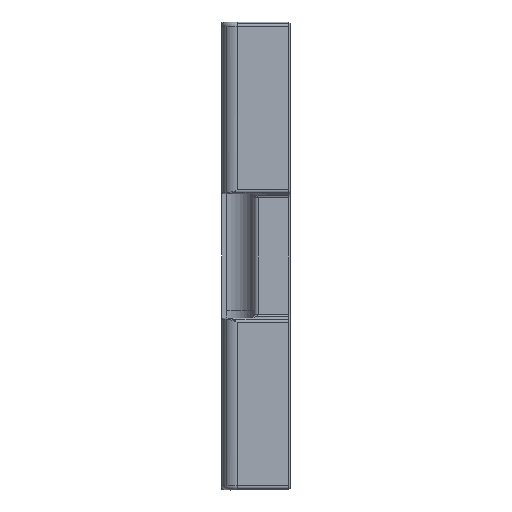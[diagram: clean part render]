
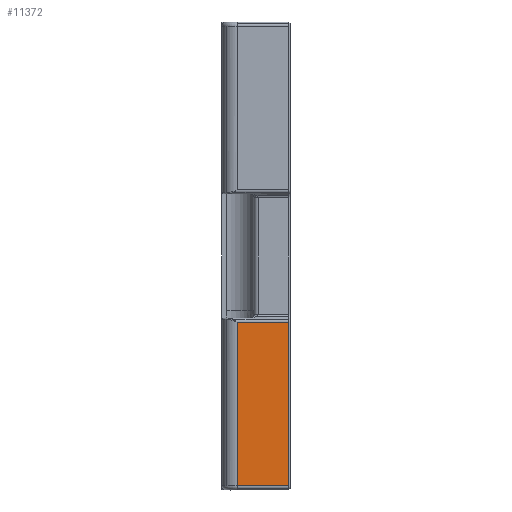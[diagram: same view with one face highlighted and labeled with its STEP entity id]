
A CAD part, front view. The second image highlights one B-rep face of the part: STEP entity #11372.
In plain terms, the highlighted face is planar.
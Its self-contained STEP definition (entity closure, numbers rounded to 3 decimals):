
#357 = FACE_OUTER_BOUND ( 'NONE', #4499, .T. ) ;
#402 = VERTEX_POINT ( 'NONE', #8829 ) ;
#560 = LINE ( 'NONE', #10201, #1674 ) ;
#824 = DIRECTION ( 'NONE',  ( 0., 0., -1. ) ) ;
#1020 = EDGE_CURVE ( 'NONE', #3735, #402, #4775, .T. ) ;
#1279 = DIRECTION ( 'NONE',  ( -1., 0., 0. ) ) ;
#1674 = VECTOR ( 'NONE', #2325, 1000. ) ;
#1982 = VECTOR ( 'NONE', #824, 1000. ) ;
#2314 = DIRECTION ( 'NONE',  ( 0., -1., 0. ) ) ;
#2325 = DIRECTION ( 'NONE',  ( 0., 0., 1. ) ) ;
#2843 = VERTEX_POINT ( 'NONE', #10694 ) ;
#3735 = VERTEX_POINT ( 'NONE', #6180 ) ;
#4499 = EDGE_LOOP ( 'NONE', ( #9571, #4756, #10475, #5662 ) ) ;
#4593 = DIRECTION ( 'NONE',  ( 0., 1., 0. ) ) ;
#4756 = ORIENTED_EDGE ( 'NONE', *, *, #6362, .F. ) ;
#4775 = LINE ( 'NONE', #5458, #10393 ) ;
#5083 = VECTOR ( 'NONE', #2314, 1000. ) ;
#5458 = CARTESIAN_POINT ( 'NONE',  ( -0.576, 28.675, 0.4 ) ) ;
#5514 = PLANE ( 'NONE',  #10668 ) ;
#5650 = LINE ( 'NONE', #9110, #5083 ) ;
#5662 = ORIENTED_EDGE ( 'NONE', *, *, #11222, .F. ) ;
#6180 = CARTESIAN_POINT ( 'NONE',  ( -0.576, 74.424, 0.4 ) ) ;
#6249 = EDGE_CURVE ( 'NONE', #9233, #2843, #5650, .T. ) ;
#6362 = EDGE_CURVE ( 'NONE', #2843, #3735, #8705, .T. ) ;
#6968 = CARTESIAN_POINT ( 'NONE',  ( -0.576, 74.424, 12.45 ) ) ;
#8234 = DIRECTION ( 'NONE',  ( 0., 1., 0. ) ) ;
#8412 = CARTESIAN_POINT ( 'NONE',  ( -0.576, -0.576, 17. ) ) ;
#8705 = LINE ( 'NONE', #6968, #1982 ) ;
#8829 = CARTESIAN_POINT ( 'NONE',  ( -0.576, 115.424, 0.4 ) ) ;
#9110 = CARTESIAN_POINT ( 'NONE',  ( -0.576, 28.674, 13.2 ) ) ;
#9233 = VERTEX_POINT ( 'NONE', #11039 ) ;
#9571 = ORIENTED_EDGE ( 'NONE', *, *, #1020, .F. ) ;
#10201 = CARTESIAN_POINT ( 'NONE',  ( -0.576, 115.424, 17. ) ) ;
#10393 = VECTOR ( 'NONE', #4593, 1000. ) ;
#10475 = ORIENTED_EDGE ( 'NONE', *, *, #6249, .F. ) ;
#10668 = AXIS2_PLACEMENT_3D ( 'NONE', #8412, #1279, #8234 ) ;
#10694 = CARTESIAN_POINT ( 'NONE',  ( -0.576, 74.424, 13.2 ) ) ;
#11039 = CARTESIAN_POINT ( 'NONE',  ( -0.576, 115.424, 13.2 ) ) ;
#11222 = EDGE_CURVE ( 'NONE', #402, #9233, #560, .T. ) ;
#11372 = ADVANCED_FACE ( 'NONE', ( #357 ), #5514, .T. ) ;
